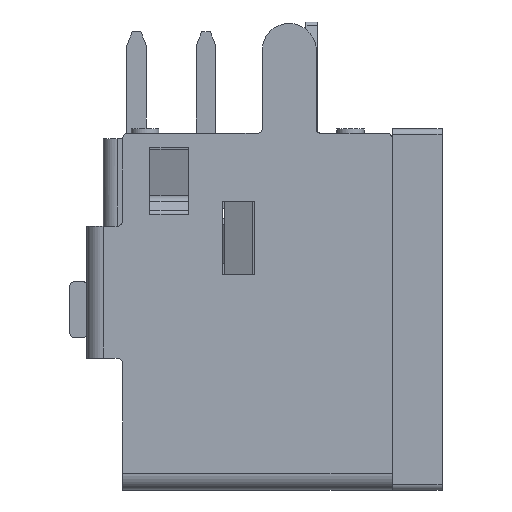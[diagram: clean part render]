
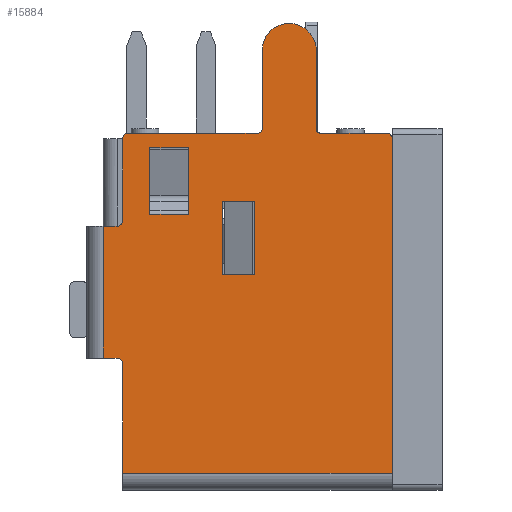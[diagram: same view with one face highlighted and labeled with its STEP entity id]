
A CAD part, front view. The second image highlights one B-rep face of the part: STEP entity #15884.
In plain terms, the highlighted planar face has unit normal (0, -1, 0).
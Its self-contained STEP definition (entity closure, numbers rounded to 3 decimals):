
#12939=CARTESIAN_POINT('',(-12.4,-6.95,-1.75));
#12940=VERTEX_POINT('',#12939);
#12948=CARTESIAN_POINT('',(-12.4,-6.95,3.));
#12949=VERTEX_POINT('',#12948);
#12950=CARTESIAN_POINT('',(-12.4,-6.95,3.));
#12951=DIRECTION('',(0.,0.,-1.));
#12952=VECTOR('',#12951,4.75);
#12953=LINE('',#12950,#12952);
#12954=EDGE_CURVE('',#12949,#12940,#12953,.T.);
#15658=CARTESIAN_POINT('',(-7.2,-6.95,2.2));
#15659=DIRECTION('',(0.,0.,1.));
#15660=DIRECTION('',(0.,-1.,0.));
#15661=AXIS2_PLACEMENT_3D('',#15658,#15660,#15659);
#15662=PLANE('',#15661);
#15663=CARTESIAN_POINT('',(-11.9,-6.95,3.));
#15664=VERTEX_POINT('',#15663);
#15665=CARTESIAN_POINT('',(-12.4,-6.95,3.));
#15666=DIRECTION('',(1.,0.,0.));
#15667=VECTOR('',#15666,0.5);
#15668=LINE('',#15665,#15667);
#15669=EDGE_CURVE('',#12949,#15664,#15668,.T.);
#15670=ORIENTED_EDGE('',*,*,#15669,.F.);
#15671=ORIENTED_EDGE('',*,*,#12954,.T.);
#15672=CARTESIAN_POINT('',(-11.9,-6.95,-1.75));
#15673=VERTEX_POINT('',#15672);
#15674=CARTESIAN_POINT('',(-11.9,-6.95,-1.75));
#15675=DIRECTION('',(-1.,0.,0.));
#15676=VECTOR('',#15675,0.5);
#15677=LINE('',#15674,#15676);
#15678=EDGE_CURVE('',#15673,#12940,#15677,.T.);
#15679=ORIENTED_EDGE('',*,*,#15678,.F.);
#15680=CARTESIAN_POINT('',(-11.7,-6.95,-1.95));
#15681=VERTEX_POINT('',#15680);
#15682=CARTESIAN_POINT('',(-11.9,-6.95,-1.95));
#15683=DIRECTION('',(1.,0.,0.));
#15684=DIRECTION('',(0.,-1.,0.));
#15685=AXIS2_PLACEMENT_3D('',#15682,#15684,#15683);
#15686=CIRCLE('',#15685,0.2);
#15687=EDGE_CURVE('',#15681,#15673,#15686,.T.);
#15688=ORIENTED_EDGE('',*,*,#15687,.F.);
#15689=CARTESIAN_POINT('',(-11.7,-6.95,-5.9));
#15690=VERTEX_POINT('',#15689);
#15691=CARTESIAN_POINT('',(-11.7,-6.95,-5.9));
#15692=DIRECTION('',(0.,0.,1.));
#15693=VECTOR('',#15692,3.95);
#15694=LINE('',#15691,#15693);
#15695=EDGE_CURVE('',#15690,#15681,#15694,.T.);
#15696=ORIENTED_EDGE('',*,*,#15695,.F.);
#15697=CARTESIAN_POINT('',(-2.,-6.95,-5.9));
#15698=VERTEX_POINT('',#15697);
#15699=CARTESIAN_POINT('',(-2.,-6.95,-5.9));
#15700=DIRECTION('',(-1.,0.,0.));
#15701=VECTOR('',#15700,9.7);
#15702=LINE('',#15699,#15701);
#15703=EDGE_CURVE('',#15698,#15690,#15702,.T.);
#15704=ORIENTED_EDGE('',*,*,#15703,.F.);
#15705=CARTESIAN_POINT('',(-2.,-6.95,6.15));
#15706=VERTEX_POINT('',#15705);
#15707=CARTESIAN_POINT('',(-2.,-6.95,6.15));
#15708=DIRECTION('',(0.,0.,-1.));
#15709=VECTOR('',#15708,12.05);
#15710=LINE('',#15707,#15709);
#15711=EDGE_CURVE('',#15706,#15698,#15710,.T.);
#15712=ORIENTED_EDGE('',*,*,#15711,.F.);
#15713=CARTESIAN_POINT('',(-2.2,-6.95,6.35));
#15714=VERTEX_POINT('',#15713);
#15715=CARTESIAN_POINT('',(-2.2,-6.95,6.15));
#15716=DIRECTION('',(0.,0.,1.));
#15717=DIRECTION('',(0.,1.,0.));
#15718=AXIS2_PLACEMENT_3D('',#15715,#15717,#15716);
#15719=CIRCLE('',#15718,0.2);
#15720=EDGE_CURVE('',#15714,#15706,#15719,.T.);
#15721=ORIENTED_EDGE('',*,*,#15720,.F.);
#15722=CARTESIAN_POINT('',(-4.575,-6.95,6.35));
#15723=VERTEX_POINT('',#15722);
#15724=CARTESIAN_POINT('',(-4.575,-6.95,6.35));
#15725=DIRECTION('',(1.,0.,0.));
#15726=VECTOR('',#15725,2.375);
#15727=LINE('',#15724,#15726);
#15728=EDGE_CURVE('',#15723,#15714,#15727,.T.);
#15729=ORIENTED_EDGE('',*,*,#15728,.F.);
#15730=CARTESIAN_POINT('',(-4.725,-6.95,6.5));
#15731=VERTEX_POINT('',#15730);
#15732=CARTESIAN_POINT('',(-4.575,-6.95,6.5));
#15733=DIRECTION('',(-1.,0.,0.));
#15734=DIRECTION('',(0.,-1.,0.));
#15735=AXIS2_PLACEMENT_3D('',#15732,#15734,#15733);
#15736=CIRCLE('',#15735,0.15);
#15737=EDGE_CURVE('',#15731,#15723,#15736,.T.);
#15738=ORIENTED_EDGE('',*,*,#15737,.F.);
#15739=CARTESIAN_POINT('',(-4.725,-6.95,9.32));
#15740=VERTEX_POINT('',#15739);
#15741=CARTESIAN_POINT('',(-4.725,-6.95,9.32));
#15742=DIRECTION('',(0.,0.,-1.));
#15743=VECTOR('',#15742,2.82);
#15744=LINE('',#15741,#15743);
#15745=EDGE_CURVE('',#15740,#15731,#15744,.T.);
#15746=ORIENTED_EDGE('',*,*,#15745,.F.);
#15747=CARTESIAN_POINT('',(-5.7,-6.95,10.3));
#15748=VERTEX_POINT('',#15747);
#15749=CARTESIAN_POINT('',(-5.705,-6.95,9.32));
#15750=DIRECTION('',(0.01,0.,1.));
#15751=DIRECTION('',(0.,1.,0.));
#15752=AXIS2_PLACEMENT_3D('',#15749,#15751,#15750);
#15753=CIRCLE('',#15752,0.98);
#15754=EDGE_CURVE('',#15748,#15740,#15753,.T.);
#15755=ORIENTED_EDGE('',*,*,#15754,.F.);
#15756=CARTESIAN_POINT('',(-6.675,-6.95,9.32));
#15757=VERTEX_POINT('',#15756);
#15758=CARTESIAN_POINT('',(-5.695,-6.95,9.32));
#15759=DIRECTION('',(-1.,0.,0.));
#15760=DIRECTION('',(0.,1.,0.));
#15761=AXIS2_PLACEMENT_3D('',#15758,#15760,#15759);
#15762=CIRCLE('',#15761,0.98);
#15763=EDGE_CURVE('',#15757,#15748,#15762,.T.);
#15764=ORIENTED_EDGE('',*,*,#15763,.F.);
#15765=CARTESIAN_POINT('',(-6.675,-6.95,6.5));
#15766=VERTEX_POINT('',#15765);
#15767=CARTESIAN_POINT('',(-6.675,-6.95,6.5));
#15768=DIRECTION('',(0.,0.,1.));
#15769=VECTOR('',#15768,2.82);
#15770=LINE('',#15767,#15769);
#15771=EDGE_CURVE('',#15766,#15757,#15770,.T.);
#15772=ORIENTED_EDGE('',*,*,#15771,.F.);
#15773=CARTESIAN_POINT('',(-6.825,-6.95,6.35));
#15774=VERTEX_POINT('',#15773);
#15775=CARTESIAN_POINT('',(-6.825,-6.95,6.5));
#15776=DIRECTION('',(0.,0.,-1.));
#15777=DIRECTION('',(0.,-1.,0.));
#15778=AXIS2_PLACEMENT_3D('',#15775,#15777,#15776);
#15779=CIRCLE('',#15778,0.15);
#15780=EDGE_CURVE('',#15774,#15766,#15779,.T.);
#15781=ORIENTED_EDGE('',*,*,#15780,.F.);
#15782=CARTESIAN_POINT('',(-11.5,-6.95,6.35));
#15783=VERTEX_POINT('',#15782);
#15784=CARTESIAN_POINT('',(-11.5,-6.95,6.35));
#15785=DIRECTION('',(1.,0.,0.));
#15786=VECTOR('',#15785,4.675);
#15787=LINE('',#15784,#15786);
#15788=EDGE_CURVE('',#15783,#15774,#15787,.T.);
#15789=ORIENTED_EDGE('',*,*,#15788,.F.);
#15790=CARTESIAN_POINT('',(-11.7,-6.95,6.15));
#15791=VERTEX_POINT('',#15790);
#15792=CARTESIAN_POINT('',(-11.5,-6.95,6.15));
#15793=DIRECTION('',(-1.,0.,0.));
#15794=DIRECTION('',(0.,1.,0.));
#15795=AXIS2_PLACEMENT_3D('',#15792,#15794,#15793);
#15796=CIRCLE('',#15795,0.2);
#15797=EDGE_CURVE('',#15791,#15783,#15796,.T.);
#15798=ORIENTED_EDGE('',*,*,#15797,.F.);
#15799=CARTESIAN_POINT('',(-11.7,-6.95,3.2));
#15800=VERTEX_POINT('',#15799);
#15801=CARTESIAN_POINT('',(-11.7,-6.95,3.2));
#15802=DIRECTION('',(0.,0.,1.));
#15803=VECTOR('',#15802,2.95);
#15804=LINE('',#15801,#15803);
#15805=EDGE_CURVE('',#15800,#15791,#15804,.T.);
#15806=ORIENTED_EDGE('',*,*,#15805,.F.);
#15807=CARTESIAN_POINT('',(-11.9,-6.95,3.2));
#15808=DIRECTION('',(0.,0.,-1.));
#15809=DIRECTION('',(0.,-1.,0.));
#15810=AXIS2_PLACEMENT_3D('',#15807,#15809,#15808);
#15811=CIRCLE('',#15810,0.2);
#15812=EDGE_CURVE('',#15664,#15800,#15811,.T.);
#15813=ORIENTED_EDGE('',*,*,#15812,.F.);
#15814=EDGE_LOOP('',(#15670,#15671,#15679,#15688,#15696,#15704,#15712,#15721,#15729,#15738,#15746,#15755,#15764,#15772,#15781,#15789,#15798,#15806,#15813));
#15815=FACE_OUTER_BOUND('',#15814,.T.);
#15816=CARTESIAN_POINT('',(-9.325,-6.95,3.421));
#15817=VERTEX_POINT('',#15816);
#15818=CARTESIAN_POINT('',(-9.325,-6.95,5.831));
#15819=VERTEX_POINT('',#15818);
#15820=CARTESIAN_POINT('',(-9.325,-6.95,3.421));
#15821=DIRECTION('',(0.,0.,1.));
#15822=VECTOR('',#15821,2.41);
#15823=LINE('',#15820,#15822);
#15824=EDGE_CURVE('',#15817,#15819,#15823,.T.);
#15825=ORIENTED_EDGE('',*,*,#15824,.F.);
#15826=CARTESIAN_POINT('',(-10.725,-6.95,3.421));
#15827=VERTEX_POINT('',#15826);
#15828=CARTESIAN_POINT('',(-10.725,-6.95,3.421));
#15829=DIRECTION('',(1.,0.,0.));
#15830=VECTOR('',#15829,1.4);
#15831=LINE('',#15828,#15830);
#15832=EDGE_CURVE('',#15827,#15817,#15831,.T.);
#15833=ORIENTED_EDGE('',*,*,#15832,.F.);
#15834=CARTESIAN_POINT('',(-10.725,-6.95,5.831));
#15835=VERTEX_POINT('',#15834);
#15836=CARTESIAN_POINT('',(-10.725,-6.95,5.831));
#15837=DIRECTION('',(0.,0.,-1.));
#15838=VECTOR('',#15837,2.41);
#15839=LINE('',#15836,#15838);
#15840=EDGE_CURVE('',#15835,#15827,#15839,.T.);
#15841=ORIENTED_EDGE('',*,*,#15840,.F.);
#15842=CARTESIAN_POINT('',(-9.325,-6.95,5.831));
#15843=DIRECTION('',(-1.,0.,0.));
#15844=VECTOR('',#15843,1.4);
#15845=LINE('',#15842,#15844);
#15846=EDGE_CURVE('',#15819,#15835,#15845,.T.);
#15847=ORIENTED_EDGE('',*,*,#15846,.F.);
#15848=EDGE_LOOP('',(#15825,#15833,#15841,#15847));
#15849=FACE_BOUND('',#15848,.T.);
#15850=CARTESIAN_POINT('',(-6.955,-6.95,3.9));
#15851=VERTEX_POINT('',#15850);
#15852=CARTESIAN_POINT('',(-8.1,-6.95,3.9));
#15853=VERTEX_POINT('',#15852);
#15854=CARTESIAN_POINT('',(-6.955,-6.95,3.9));
#15855=DIRECTION('',(-1.,0.,0.));
#15856=VECTOR('',#15855,1.145);
#15857=LINE('',#15854,#15856);
#15858=EDGE_CURVE('',#15851,#15853,#15857,.T.);
#15859=ORIENTED_EDGE('',*,*,#15858,.F.);
#15860=CARTESIAN_POINT('',(-6.955,-6.95,1.25));
#15861=VERTEX_POINT('',#15860);
#15862=CARTESIAN_POINT('',(-6.955,-6.95,1.25));
#15863=DIRECTION('',(0.,0.,1.));
#15864=VECTOR('',#15863,2.65);
#15865=LINE('',#15862,#15864);
#15866=EDGE_CURVE('',#15861,#15851,#15865,.T.);
#15867=ORIENTED_EDGE('',*,*,#15866,.F.);
#15868=CARTESIAN_POINT('',(-8.1,-6.95,1.25));
#15869=VERTEX_POINT('',#15868);
#15870=CARTESIAN_POINT('',(-8.1,-6.95,1.25));
#15871=DIRECTION('',(1.,0.,0.));
#15872=VECTOR('',#15871,1.145);
#15873=LINE('',#15870,#15872);
#15874=EDGE_CURVE('',#15869,#15861,#15873,.T.);
#15875=ORIENTED_EDGE('',*,*,#15874,.F.);
#15876=CARTESIAN_POINT('',(-8.1,-6.95,3.9));
#15877=DIRECTION('',(0.,0.,-1.));
#15878=VECTOR('',#15877,2.65);
#15879=LINE('',#15876,#15878);
#15880=EDGE_CURVE('',#15853,#15869,#15879,.T.);
#15881=ORIENTED_EDGE('',*,*,#15880,.F.);
#15882=EDGE_LOOP('',(#15859,#15867,#15875,#15881));
#15883=FACE_BOUND('',#15882,.T.);
#15884=ADVANCED_FACE('',(#15815,#15849,#15883),#15662,.T.);
